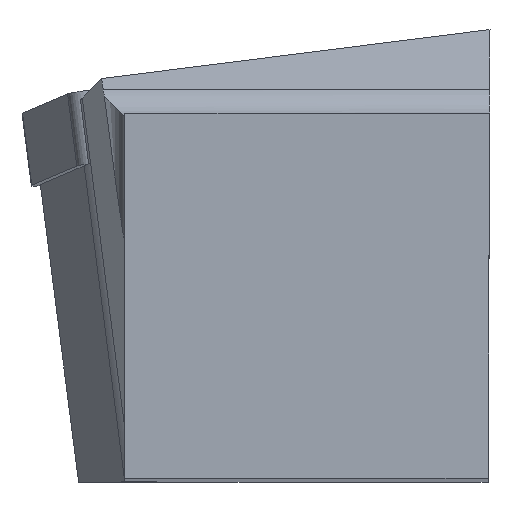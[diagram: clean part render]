
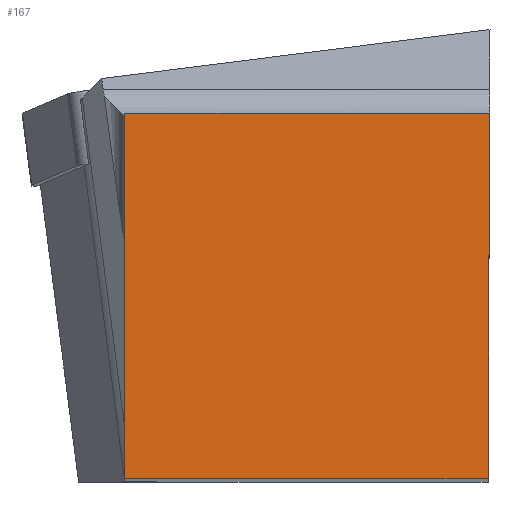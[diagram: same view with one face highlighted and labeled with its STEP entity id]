
A CAD part, top view. The second image highlights one B-rep face of the part: STEP entity #167.
In plain terms, the highlighted planar face has unit normal (0, 0, 1).
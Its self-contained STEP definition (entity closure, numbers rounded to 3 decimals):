
#132=FACE_OUTER_BOUND('',#364,.T.);
#167=ADVANCED_FACE('SHANK_FACE_BACK',(#132),#196,.F.);
#196=PLANE('',#841);
#226=LINE('',#1209,#288);
#252=LINE('',#1301,#314);
#255=LINE('',#1307,#317);
#256=LINE('',#1309,#318);
#288=VECTOR('',#939,1.);
#314=VECTOR('',#1005,1.);
#317=VECTOR('',#1014,1.);
#318=VECTOR('',#1015,1.);
#364=EDGE_LOOP('',(#496,#497,#498,#499));
#496=ORIENTED_EDGE('',*,*,#696,.F.);
#497=ORIENTED_EDGE('',*,*,#653,.T.);
#498=ORIENTED_EDGE('',*,*,#693,.T.);
#499=ORIENTED_EDGE('',*,*,#697,.F.);
#584=VERTEX_POINT('',#1208);
#585=VERTEX_POINT('',#1210);
#617=VERTEX_POINT('',#1300);
#618=VERTEX_POINT('',#1308);
#653=EDGE_CURVE('',#585,#584,#226,.T.);
#693=EDGE_CURVE('',#584,#617,#252,.T.);
#696=EDGE_CURVE('',#585,#618,#255,.T.);
#697=EDGE_CURVE('',#618,#617,#256,.T.);
#841=AXIS2_PLACEMENT_3D('',#1310,#1016,#1017);
#939=DIRECTION('',(1.,0.,0.));
#1005=DIRECTION('',(0.004,1.,0.));
#1014=DIRECTION('',(0.,1.,0.));
#1015=DIRECTION('',(1.,0.,0.));
#1016=DIRECTION('',(0.,0.,-1.));
#1017=DIRECTION('',(-0.992,-0.128,0.));
#1208=CARTESIAN_POINT('',(-0.069,0.,0.));
#1209=CARTESIAN_POINT('',(-29.654,0.,0.));
#1210=CARTESIAN_POINT('',(-15.875,0.,0.));
#1300=CARTESIAN_POINT('',(0.,15.875,0.));
#1301=CARTESIAN_POINT('',(-0.593,-120.144,0.));
#1307=CARTESIAN_POINT('',(-15.875,-6.294,0.));
#1308=CARTESIAN_POINT('',(-15.875,15.875,0.));
#1309=CARTESIAN_POINT('',(-29.654,15.875,0.));
#1310=CARTESIAN_POINT('',(0.,0.,
0.));
